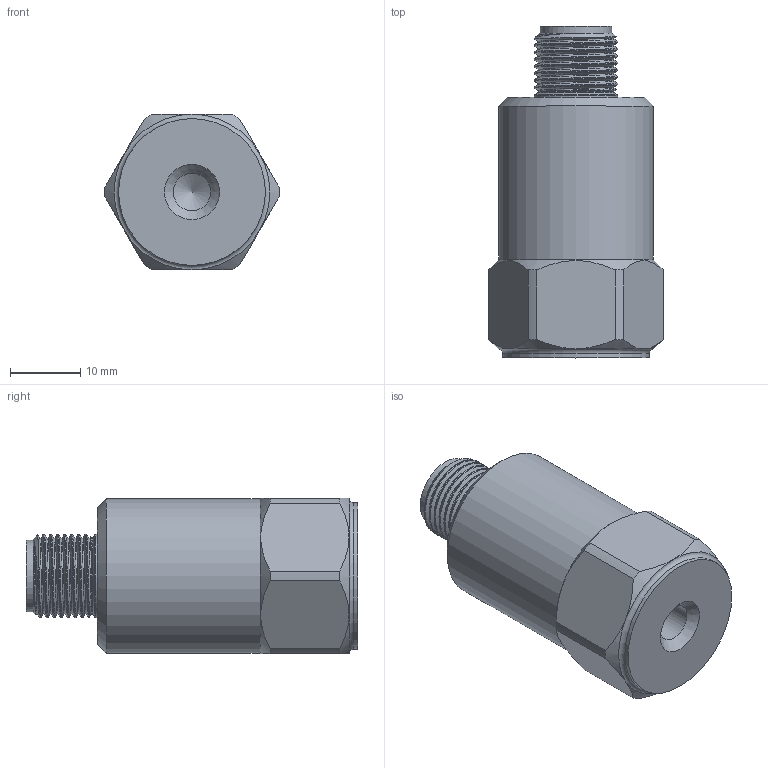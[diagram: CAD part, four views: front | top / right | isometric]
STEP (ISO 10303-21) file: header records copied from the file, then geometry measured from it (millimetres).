
FILE_DESCRIPTION(/* description */ (''),/* implementation_level */ '2;1');
FILE_NAME(/* name */ 'MASTER_STANDARD_TOP_EXIT_M12.stp',/* time_stamp */ '2017-04-25T17:29:17-04:00',/* author */ ('aneininger'),/* organization */ ('CONNECTION TECHNOLOGY CENTER'),/* preprocessor_version */ 'ST-DEVELOPER v16.5',/* originating_system */ 'Autodesk Inventor 2017',/* authorisation */ '');
FILE_SCHEMA (('AUTOMOTIVE_DESIGN { 1 0 10303 214 3 1 1 }'));
Length unit declared in the file: inch
Products named in the file (1): MASTER_STANDARD_TOP_EXIT_M12
Bounding box: 24.89 x 47.37 x 22.23 mm (x, y, z)
Volume: 15003.6 mm3; surface area: 4354.2 mm2
Topology: 1 solids, 2 shells, 69 faces, 154 edges, 100 vertices
Faces by surface type: cylinder 21, plane 21, cone 14, bspline 9, torus 4
Full cylindrical faces by diameter (mm): 0.991 x1, 1.016 x4, 2.032 x4, 5.359 x1, 8.382 x1, 10.16 x1, 11.974 x1, 20.955 x1, 22.047 x1
Entity records: 5004 total; most frequent: CARTESIAN_POINT 3634, DIRECTION 272, ORIENTED_EDGE 238, AXIS2_PLACEMENT_3D 129, EDGE_CURVE 118, EDGE_LOOP 103, VERTEX_POINT 88, CIRCLE 69
